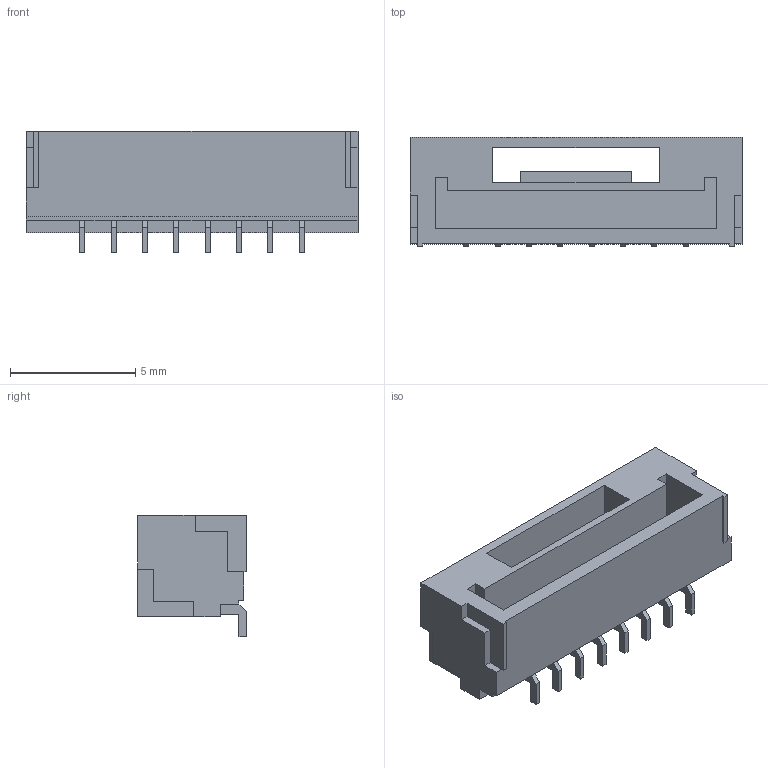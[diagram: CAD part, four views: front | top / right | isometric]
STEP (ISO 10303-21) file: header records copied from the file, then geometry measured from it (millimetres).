
FILE_DESCRIPTION (( 'STEP AP214' ), '1' );
FILE_NAME ('SM08B-GHS-TB.STEP', '2017-06-28T07:52:21', ( '' ), ( '' ), 'SwSTEP 2.0', 'SolidWorks 2012', '' );
FILE_SCHEMA (( 'AUTOMOTIVE_DESIGN' ));
Length unit declared in the file: millimetre
Products named in the file (1): SM08B-GHS-TB
Bounding box: 13.25 x 4.35 x 4.85 mm (x, y, z)
Volume: 136.6 mm3; surface area: 391.5 mm2
Topology: 1 solids, 1 shells, 118 faces, 324 edges, 210 vertices
Faces by surface type: plane 118
Entity records: 4276 total; most frequent: CARTESIAN_POINT 653, ORIENTED_EDGE 648, DIRECTION 562, VECTOR 324, LINE 324, EDGE_CURVE 324, VERTEX_POINT 210, EDGE_LOOP 122
